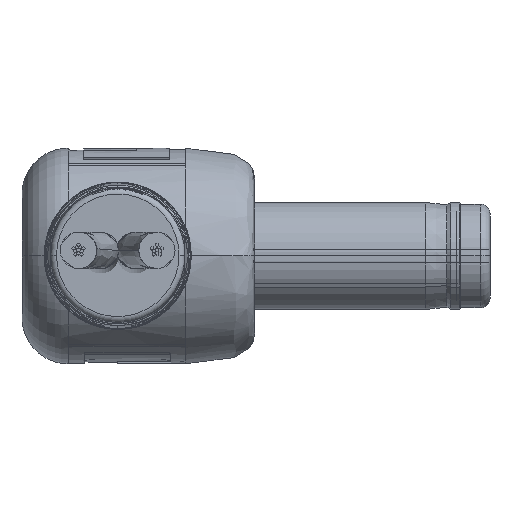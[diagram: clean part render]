
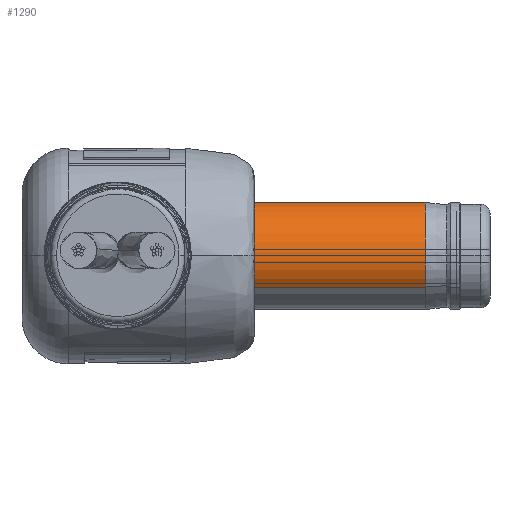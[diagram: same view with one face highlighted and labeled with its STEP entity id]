
A CAD part, top view. The second image highlights one B-rep face of the part: STEP entity #1290.
In plain terms, the highlighted cylindrical face has radius 2.74 mm (diameter 5.48 mm), a partial arc.
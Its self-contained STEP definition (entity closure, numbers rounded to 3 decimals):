
#189 = ORIENTED_EDGE ( 'NONE', *, *, #9480, .F. ) ;
#697 = AXIS2_PLACEMENT_3D ( 'NONE', #5069, #3682, #8637 ) ;
#1290 = ADVANCED_FACE ( 'NONE', ( #5106 ), #5620, .T. ) ;
#1418 = LINE ( 'NONE', #8101, #20139 ) ;
#2112 = EDGE_CURVE ( 'NONE', #6621, #14736, #14715, .T. ) ;
#2199 = ORIENTED_EDGE ( 'NONE', *, *, #2112, .T. ) ;
#2247 = VECTOR ( 'NONE', #15747, 1000. ) ;
#3682 = DIRECTION ( 'NONE',  ( 0., 1., 0. ) ) ;
#5069 = CARTESIAN_POINT ( 'NONE',  ( 0., -4.979, 0. ) ) ;
#5106 = FACE_OUTER_BOUND ( 'NONE', #7332, .T. ) ;
#5120 = LINE ( 'NONE', #15612, #2247 ) ;
#5620 = CYLINDRICAL_SURFACE ( 'NONE', #17561, 2.74 ) ;
#6509 = VERTEX_POINT ( 'NONE', #11112 ) ;
#6621 = VERTEX_POINT ( 'NONE', #14788 ) ;
#7332 = EDGE_LOOP ( 'NONE', ( #2199, #17330, #19383, #189 ) ) ;
#7622 = DIRECTION ( 'NONE',  ( 0., 1., 0. ) ) ;
#8101 = CARTESIAN_POINT ( 'NONE',  ( 2.74, -6.779, 0. ) ) ;
#8637 = DIRECTION ( 'NONE',  ( -1., 0., 0. ) ) ;
#9193 = AXIS2_PLACEMENT_3D ( 'NONE', #14458, #7622, #19254 ) ;
#9480 = EDGE_CURVE ( 'NONE', #6621, #12860, #5120, .T. ) ;
#10207 = CARTESIAN_POINT ( 'NONE',  ( 2.74, -4.979, 0. ) ) ;
#11112 = CARTESIAN_POINT ( 'NONE',  ( 2.74, 7.471, 0. ) ) ;
#11337 = EDGE_CURVE ( 'NONE', #14736, #6509, #1418, .T. ) ;
#12165 = CARTESIAN_POINT ( 'NONE',  ( 0., -6.779, 0. ) ) ;
#12860 = VERTEX_POINT ( 'NONE', #14917 ) ;
#14458 = CARTESIAN_POINT ( 'NONE',  ( 0., 7.471, 0. ) ) ;
#14715 = CIRCLE ( 'NONE', #697, 2.74 ) ;
#14736 = VERTEX_POINT ( 'NONE', #10207 ) ;
#14788 = CARTESIAN_POINT ( 'NONE',  ( -2.74, -4.979, 0. ) ) ;
#14789 = DIRECTION ( 'NONE',  ( 0., 1., 0. ) ) ;
#14917 = CARTESIAN_POINT ( 'NONE',  ( -2.74, 7.471, 0. ) ) ;
#15612 = CARTESIAN_POINT ( 'NONE',  ( -2.74, -6.779, 0. ) ) ;
#15747 = DIRECTION ( 'NONE',  ( 0., 1., 0. ) ) ;
#17330 = ORIENTED_EDGE ( 'NONE', *, *, #11337, .T. ) ;
#17561 = AXIS2_PLACEMENT_3D ( 'NONE', #12165, #18834, #18561 ) ;
#18561 = DIRECTION ( 'NONE',  ( -1., 0., 0. ) ) ;
#18761 = CIRCLE ( 'NONE', #9193, 2.74 ) ;
#18834 = DIRECTION ( 'NONE',  ( 0., 1., 0. ) ) ;
#19254 = DIRECTION ( 'NONE',  ( -1., 0., 0. ) ) ;
#19383 = ORIENTED_EDGE ( 'NONE', *, *, #19845, .F. ) ;
#19845 = EDGE_CURVE ( 'NONE', #12860, #6509, #18761, .T. ) ;
#20139 = VECTOR ( 'NONE', #14789, 1000. ) ;
